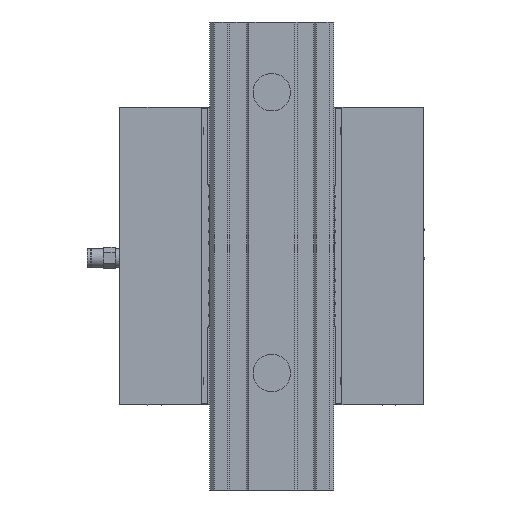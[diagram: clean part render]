
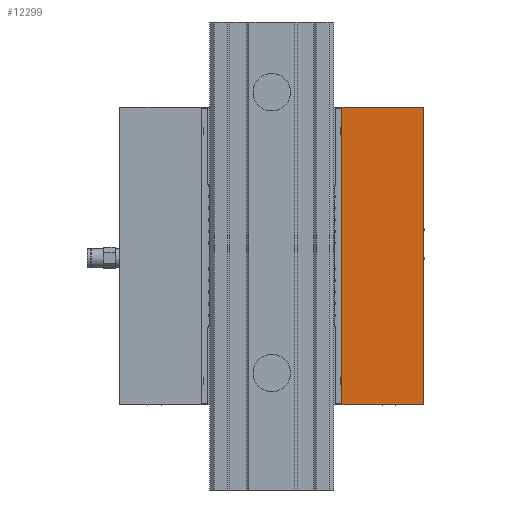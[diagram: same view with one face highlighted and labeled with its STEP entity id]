
A CAD part, front view. The second image highlights one B-rep face of the part: STEP entity #12299.
In plain terms, the highlighted planar face has unit normal (0, -1, 0).
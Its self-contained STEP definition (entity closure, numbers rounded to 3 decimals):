
#109 = DIRECTION ( 'NONE',  ( 0., 0., -1. ) ) ;
#768 = CARTESIAN_POINT ( 'NONE',  ( 30., 0., 127. ) ) ;
#1690 = EDGE_CURVE ( 'NONE', #27463, #16754, #17372, .T. ) ;
#1956 = CARTESIAN_POINT ( 'NONE',  ( 30., 0., 127. ) ) ;
#2113 = DIRECTION ( 'NONE',  ( 0., -1., 0. ) ) ;
#3497 = LINE ( 'NONE', #37228, #22226 ) ;
#4288 = DIRECTION ( 'NONE',  ( -1., 0., 0. ) ) ;
#4639 = EDGE_LOOP ( 'NONE', ( #35500, #13777, #38035, #19769 ) ) ;
#4706 = VERTEX_POINT ( 'NONE', #19397 ) ;
#5162 = AXIS2_PLACEMENT_3D ( 'NONE', #1956, #2113, #26764 ) ;
#5344 = DIRECTION ( 'NONE',  ( 0., 0., -1. ) ) ;
#6013 = LINE ( 'NONE', #42276, #24748 ) ;
#6959 = VECTOR ( 'NONE', #4288, 1000. ) ;
#11159 = FACE_OUTER_BOUND ( 'NONE', #4639, .T. ) ;
#12299 = ADVANCED_FACE ( 'NONE', ( #11159 ), #16075, .T. ) ;
#13777 = ORIENTED_EDGE ( 'NONE', *, *, #16853, .F. ) ;
#14073 = LINE ( 'NONE', #768, #6959 ) ;
#16075 = PLANE ( 'NONE',  #5162 ) ;
#16754 = VERTEX_POINT ( 'NONE', #41674 ) ;
#16853 = EDGE_CURVE ( 'NONE', #17066, #27463, #6013, .T. ) ;
#17066 = VERTEX_POINT ( 'NONE', #18797 ) ;
#17372 = LINE ( 'NONE', #39919, #43297 ) ;
#18797 = CARTESIAN_POINT ( 'NONE',  ( 65., 0., 127. ) ) ;
#19022 = EDGE_CURVE ( 'NONE', #17066, #4706, #14073, .T. ) ;
#19397 = CARTESIAN_POINT ( 'NONE',  ( 30., 0., 127. ) ) ;
#19769 = ORIENTED_EDGE ( 'NONE', *, *, #39927, .T. ) ;
#22226 = VECTOR ( 'NONE', #5344, 1000. ) ;
#24349 = CARTESIAN_POINT ( 'NONE',  ( 65., 0., 0. ) ) ;
#24748 = VECTOR ( 'NONE', #109, 1000. ) ;
#26764 = DIRECTION ( 'NONE',  ( 0., 0., 1. ) ) ;
#27463 = VERTEX_POINT ( 'NONE', #24349 ) ;
#35500 = ORIENTED_EDGE ( 'NONE', *, *, #1690, .F. ) ;
#36100 = DIRECTION ( 'NONE',  ( -1., 0., 0. ) ) ;
#37228 = CARTESIAN_POINT ( 'NONE',  ( 30., 0., 127. ) ) ;
#38035 = ORIENTED_EDGE ( 'NONE', *, *, #19022, .T. ) ;
#39919 = CARTESIAN_POINT ( 'NONE',  ( 30., 0., 0. ) ) ;
#39927 = EDGE_CURVE ( 'NONE', #4706, #16754, #3497, .T. ) ;
#41674 = CARTESIAN_POINT ( 'NONE',  ( 30., 0., 0. ) ) ;
#42276 = CARTESIAN_POINT ( 'NONE',  ( 65., 0., 127. ) ) ;
#43297 = VECTOR ( 'NONE', #36100, 1000. ) ;
